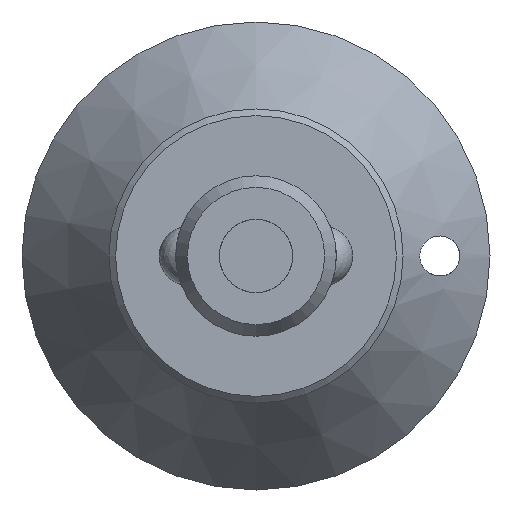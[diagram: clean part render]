
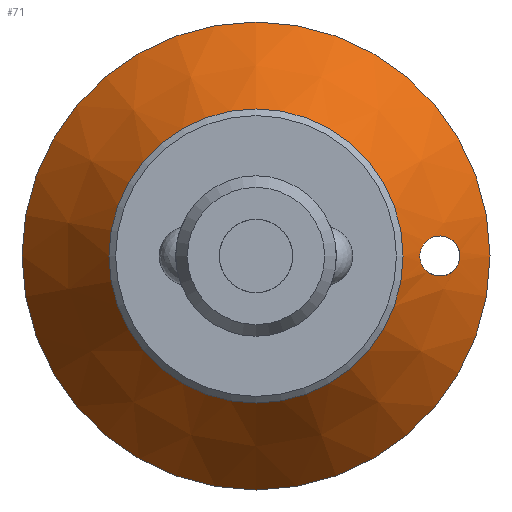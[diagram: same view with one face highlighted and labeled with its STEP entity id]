
A CAD part, front view. The second image highlights one B-rep face of the part: STEP entity #71.
In plain terms, the highlighted conical face has half-angle 34.7 degrees and reference radius 17.5 mm.
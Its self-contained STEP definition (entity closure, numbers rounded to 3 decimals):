
#71 = ADVANCED_FACE( '', ( #167, #168, #169 ), #170, .T. );
#167 = FACE_BOUND( '', #310, .T. );
#168 = FACE_OUTER_BOUND( '', #311, .T. );
#169 = FACE_BOUND( '', #312, .T. );
#170 = CONICAL_SURFACE( '', #313, 17.5, 0.606 );
#310 = EDGE_LOOP( '', ( #495 ) );
#311 = EDGE_LOOP( '', ( #496 ) );
#312 = EDGE_LOOP( '', ( #497 ) );
#313 = AXIS2_PLACEMENT_3D( '', #498, #499, #500 );
#495 = ORIENTED_EDGE( '', *, *, #678, .T. );
#496 = ORIENTED_EDGE( '', *, *, #666, .F. );
#497 = ORIENTED_EDGE( '', *, *, #679, .T. );
#498 = CARTESIAN_POINT( '', ( 0., 36.387, 0. ) );
#499 = DIRECTION( '', ( 0., 1., 0. ) );
#500 = DIRECTION( '', ( 0., 0., 1. ) );
#666 = EDGE_CURVE( '', #742, #742, #743, .T. );
#678 = EDGE_CURVE( '', #761, #761, #762, .T. );
#679 = EDGE_CURVE( '', #763, #763, #764, .T. );
#742 = VERTEX_POINT( '', #849 );
#743 = CIRCLE( '', #850, 17.5 );
#761 = VERTEX_POINT( '', #868 );
#762 = CIRCLE( '', #869, 11. );
#763 = VERTEX_POINT( '', #870 );
#764 = B_SPLINE_CURVE_WITH_KNOTS( '', 3, ( #871, #872, #873, #874, #875, #876, #877, #878, #879, #880, #881, #882, #883, #884, #885, #886, #887, #888, #889, #890, #891, #892, #893, #894, #895, #896, #897, #898, #899, #900, #901, #902, #903, #904, #905, #906, #907, #908, #909, #910, #911, #912, #913, #914, #915, #916, #917, #918, #919, #920 ), .UNSPECIFIED., .T., .F., ( 2, 2, 2, 2, 2, 2, 2, 2, 2, 2, 2, 2, 2, 2, 2, 2, 2, 2, 2, 2, 2, 2, 2, 2, 2, 2, 2 ), ( 0., 0., 0., 0.001, 0.001, 0.001, 0.002, 0.002, 0.002, 0.003, 0.004, 0.005, 0.006, 0.006, 0.007, 0.007, 0.007, 0.008, 0.008, 0.009, 0.01, 0.011, 0.012, 0.012, 0.013, 0.013, 0.014 ), .UNSPECIFIED. );
#849 = CARTESIAN_POINT( '', ( 0., 36.387, 17.5 ) );
#850 = AXIS2_PLACEMENT_3D( '', #1446, #1447, #1448 );
#868 = CARTESIAN_POINT( '', ( 0., 27., 11. ) );
#869 = AXIS2_PLACEMENT_3D( '', #1467, #1468, #1469 );
#870 = CARTESIAN_POINT( '', ( 12.46, 29.143, -0.766 ) );
#871 = CARTESIAN_POINT( '', ( 12.515, 29.231, -0.859 ) );
#872 = CARTESIAN_POINT( '', ( 12.405, 29.055, -0.672 ) );
#873 = CARTESIAN_POINT( '', ( 12.356, 28.976, -0.567 ) );
#874 = CARTESIAN_POINT( '', ( 12.3, 28.886, -0.388 ) );
#875 = CARTESIAN_POINT( '', ( 12.284, 28.861, -0.325 ) );
#876 = CARTESIAN_POINT( '', ( 12.261, 28.823, -0.194 ) );
#877 = CARTESIAN_POINT( '', ( 12.254, 28.811, -0.124 ) );
#878 = CARTESIAN_POINT( '', ( 12.246, 28.799, 0.083 ) );
#879 = CARTESIAN_POINT( '', ( 12.261, 28.823, 0.223 ) );
#880 = CARTESIAN_POINT( '', ( 12.322, 28.922, 0.478 ) );
#881 = CARTESIAN_POINT( '', ( 12.366, 28.993, 0.59 ) );
#882 = CARTESIAN_POINT( '', ( 12.469, 29.157, 0.789 ) );
#883 = CARTESIAN_POINT( '', ( 12.527, 29.249, 0.874 ) );
#884 = CARTESIAN_POINT( '', ( 12.651, 29.444, 1.026 ) );
#885 = CARTESIAN_POINT( '', ( 12.717, 29.547, 1.091 ) );
#886 = CARTESIAN_POINT( '', ( 12.921, 29.862, 1.262 ) );
#887 = CARTESIAN_POINT( '', ( 13.066, 30.083, 1.344 ) );
#888 = CARTESIAN_POINT( '', ( 13.366, 30.532, 1.459 ) );
#889 = CARTESIAN_POINT( '', ( 13.519, 30.756, 1.49 ) );
#890 = CARTESIAN_POINT( '', ( 13.83, 31.205, 1.506 ) );
#891 = CARTESIAN_POINT( '', ( 13.99, 31.432, 1.49 ) );
#892 = CARTESIAN_POINT( '', ( 14.306, 31.874, 1.403 ) );
#893 = CARTESIAN_POINT( '', ( 14.463, 32.089, 1.333 ) );
#894 = CARTESIAN_POINT( '', ( 14.691, 32.397, 1.172 ) );
#895 = CARTESIAN_POINT( '', ( 14.764, 32.496, 1.11 ) );
#896 = CARTESIAN_POINT( '', ( 14.904, 32.683, 0.963 ) );
#897 = CARTESIAN_POINT( '', ( 14.971, 32.772, 0.878 ) );
#898 = CARTESIAN_POINT( '', ( 15.09, 32.929, 0.684 ) );
#899 = CARTESIAN_POINT( '', ( 15.142, 32.997, 0.573 ) );
#900 = CARTESIAN_POINT( '', ( 15.22, 33.098, 0.327 ) );
#901 = CARTESIAN_POINT( '', ( 15.244, 33.13, 0.19 ) );
#902 = CARTESIAN_POINT( '', ( 15.254, 33.143, -0.085 ) );
#903 = CARTESIAN_POINT( '', ( 15.239, 33.123, -0.225 ) );
#904 = CARTESIAN_POINT( '', ( 15.176, 33.042, -0.483 ) );
#905 = CARTESIAN_POINT( '', ( 15.13, 32.981, -0.6 ) );
#906 = CARTESIAN_POINT( '', ( 14.964, 32.762, -0.913 ) );
#907 = CARTESIAN_POINT( '', ( 14.821, 32.573, -1.067 ) );
#908 = CARTESIAN_POINT( '', ( 14.523, 32.171, -1.299 ) );
#909 = CARTESIAN_POINT( '', ( 14.368, 31.959, -1.377 ) );
#910 = CARTESIAN_POINT( '', ( 14.051, 31.518, -1.479 ) );
#911 = CARTESIAN_POINT( '', ( 13.893, 31.294, -1.501 ) );
#912 = CARTESIAN_POINT( '', ( 13.581, 30.846, -1.499 ) );
#913 = CARTESIAN_POINT( '', ( 13.426, 30.62, -1.473 ) );
#914 = CARTESIAN_POINT( '', ( 13.124, 30.17, -1.372 ) );
#915 = CARTESIAN_POINT( '', ( 12.978, 29.95, -1.298 ) );
#916 = CARTESIAN_POINT( '', ( 12.771, 29.631, -1.14 ) );
#917 = CARTESIAN_POINT( '', ( 12.703, 29.525, -1.078 ) );
#918 = CARTESIAN_POINT( '', ( 12.575, 29.325, -0.938 ) );
#919 = CARTESIAN_POINT( '', ( 12.515, 29.231, -0.859 ) );
#920 = CARTESIAN_POINT( '', ( 12.405, 29.055, -0.672 ) );
#1446 = CARTESIAN_POINT( '', ( 0., 36.387, 0. ) );
#1447 = DIRECTION( '', ( 0., 1., 0. ) );
#1448 = DIRECTION( '', ( 0., 0., 1. ) );
#1467 = CARTESIAN_POINT( '', ( 0., 27., 0. ) );
#1468 = DIRECTION( '', ( 0., 1., 0. ) );
#1469 = DIRECTION( '', ( 0., 0., 1. ) );
